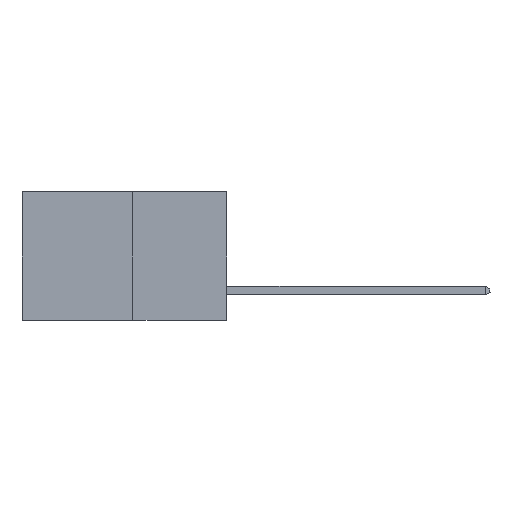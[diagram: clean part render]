
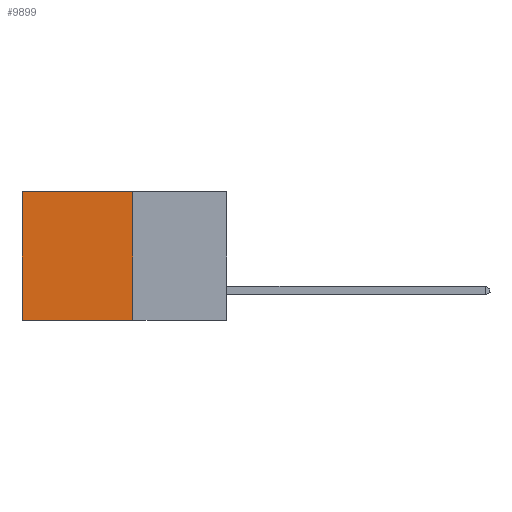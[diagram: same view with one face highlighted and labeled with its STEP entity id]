
A CAD part, left-side view. The second image highlights one B-rep face of the part: STEP entity #9899.
In plain terms, the highlighted planar face has unit normal (-1, 0, 0).
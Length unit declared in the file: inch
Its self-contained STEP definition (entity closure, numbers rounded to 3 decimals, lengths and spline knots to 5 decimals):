
#297 = DIRECTION ( 'NONE',  ( 0., 0., -1. ) ) ;
#405 = CARTESIAN_POINT ( 'NONE',  ( 0.277, 0.27, 0. ) ) ;
#1017 = VERTEX_POINT ( 'NONE', #12392 ) ;
#1022 = VERTEX_POINT ( 'NONE', #2518 ) ;
#1275 = CARTESIAN_POINT ( 'NONE',  ( 0.277, 0.27, -0.37 ) ) ;
#1330 = DIRECTION ( 'NONE',  ( 0., 1., 0. ) ) ;
#1607 = DIRECTION ( 'NONE',  ( 0., 0., -1. ) ) ;
#1642 = DIRECTION ( 'NONE',  ( 1., 0., 0. ) ) ;
#1672 = CARTESIAN_POINT ( 'NONE',  ( 0.277, 0.27, -0.37 ) ) ;
#1683 = PLANE ( 'NONE',  #12666 ) ;
#2333 = VECTOR ( 'NONE', #1330, 39.37008 ) ;
#2518 = CARTESIAN_POINT ( 'NONE',  ( 0.277, 0.59, -0.37 ) ) ;
#2617 = EDGE_CURVE ( 'NONE', #11832, #10678, #5929, .T. ) ;
#3412 = ORIENTED_EDGE ( 'NONE', *, *, #3585, .F. ) ;
#3465 = DIRECTION ( 'NONE',  ( 0., 0., -1. ) ) ;
#3585 = EDGE_CURVE ( 'NONE', #1017, #1022, #4874, .T. ) ;
#3639 = ORIENTED_EDGE ( 'NONE', *, *, #2617, .T. ) ;
#4713 = ORIENTED_EDGE ( 'NONE', *, *, #12299, .T. ) ;
#4874 = LINE ( 'NONE', #10282, #2333 ) ;
#5929 = LINE ( 'NONE', #13608, #8518 ) ;
#6913 = CARTESIAN_POINT ( 'NONE',  ( 0.277, 0.59, -0.37 ) ) ;
#8043 = VECTOR ( 'NONE', #297, 39.37008 ) ;
#8518 = VECTOR ( 'NONE', #13682, 39.37008 ) ;
#9356 = CARTESIAN_POINT ( 'NONE',  ( 0.277, 0.59, 0. ) ) ;
#9580 = ORIENTED_EDGE ( 'NONE', *, *, #11046, .F. ) ;
#9899 = ADVANCED_FACE ( 'NONE', ( #11512 ), #1683, .F. ) ;
#10189 = VECTOR ( 'NONE', #3465, 39.37008 ) ;
#10282 = CARTESIAN_POINT ( 'NONE',  ( 0.277, 0.27, -0.37 ) ) ;
#10477 = LINE ( 'NONE', #6913, #8043 ) ;
#10678 = VERTEX_POINT ( 'NONE', #9356 ) ;
#11046 = EDGE_CURVE ( 'NONE', #11832, #1017, #12972, .T. ) ;
#11512 = FACE_OUTER_BOUND ( 'NONE', #12012, .T. ) ;
#11832 = VERTEX_POINT ( 'NONE', #405 ) ;
#12012 = EDGE_LOOP ( 'NONE', ( #4713, #3412, #9580, #3639 ) ) ;
#12299 = EDGE_CURVE ( 'NONE', #10678, #1022, #10477, .T. ) ;
#12392 = CARTESIAN_POINT ( 'NONE',  ( 0.277, 0.27, -0.37 ) ) ;
#12666 = AXIS2_PLACEMENT_3D ( 'NONE', #1672, #1642, #1607 ) ;
#12972 = LINE ( 'NONE', #1275, #10189 ) ;
#13608 = CARTESIAN_POINT ( 'NONE',  ( 0.277, 0.27, 0. ) ) ;
#13682 = DIRECTION ( 'NONE',  ( 0., 1., 0. ) ) ;
